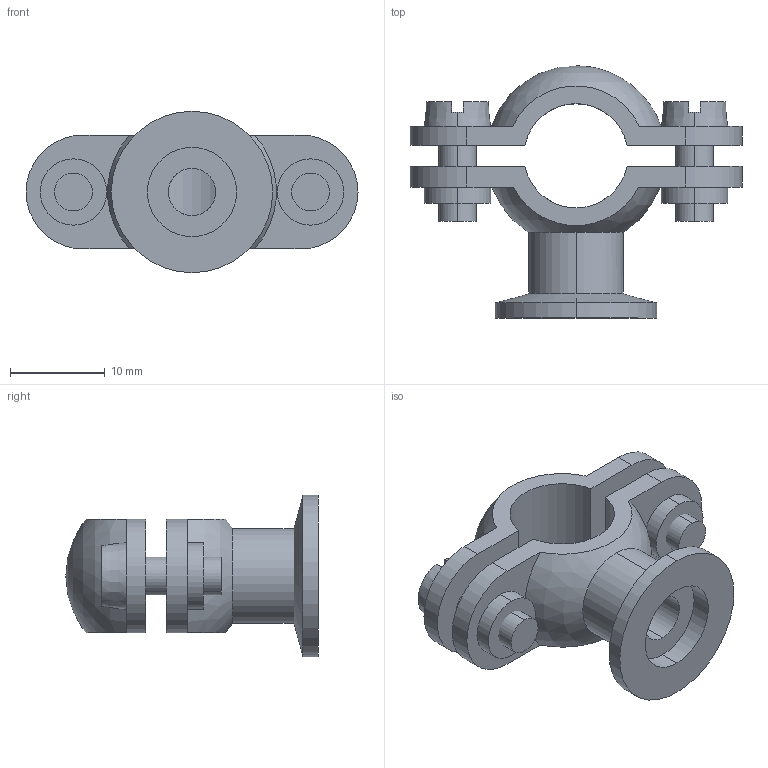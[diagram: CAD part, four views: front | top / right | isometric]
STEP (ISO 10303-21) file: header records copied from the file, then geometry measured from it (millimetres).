
FILE_DESCRIPTION (( 'STEP AP214' ), '1' );
FILE_NAME ('2130114.STP', '2018-12-15T10:43:58', ( '' ), ( '' ), 'SwSTEP 2.0', 'SolidWorks 2018', '' );
FILE_SCHEMA (( 'AUTOMOTIVE_DESIGN' ));
Length unit declared in the file: millimetre
Products named in the file (4): 2130114; 018182_ISO 1207 - M4 x 10 --- 10N; BA009-01-02_40-43; BA009-01-01_Standard
Assembly tree (4 placements, depth 2):
  2130114
    BA009-01-01_Standard
    BA009-01-02_40-43
    018182_ISO 1207 - M4 x 10 --- 10N  x2
Bounding box: 35 x 26.6 x 17 mm (x, y, z)
Volume: 3445 mm3; surface area: 3585.1 mm2
Topology: 4 solids, 4 shells, 68 faces, 163 edges, 107 vertices
Faces by surface type: cylinder 30, plane 30, cone 6, sphere 2
Entity records: 1920 total; most frequent: CARTESIAN_POINT 370, DIRECTION 326, ORIENTED_EDGE 268, EDGE_CURVE 134, AXIS2_PLACEMENT_3D 134, VERTEX_POINT 88, EDGE_LOOP 72, CIRCLE 70
